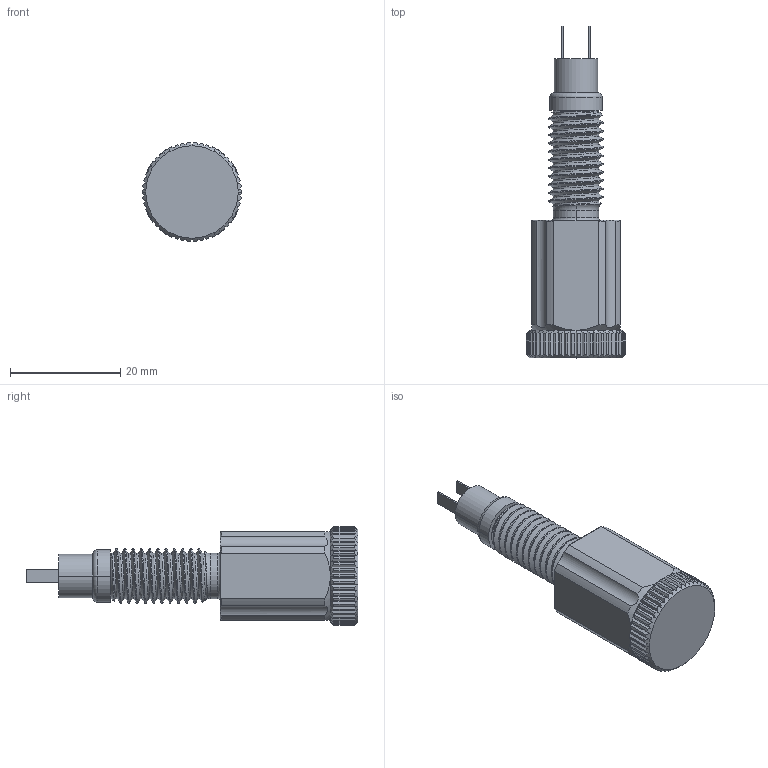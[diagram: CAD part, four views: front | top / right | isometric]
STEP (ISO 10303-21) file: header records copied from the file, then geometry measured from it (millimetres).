
FILE_DESCRIPTION (( 'STEP AP214' ), '1' );
FILE_NAME ('SWITCH-M10-PLUG-R1.STEP', '2022-01-25T22:09:37', ( '' ), ( '' ), 'SwSTEP 2.0', 'SolidWorks 2020', '' );
FILE_SCHEMA (( 'AUTOMOTIVE_DESIGN' ));
Length unit declared in the file: millimetre
Products named in the file (5): ORING-11.5X1.5-BUNA-70A_9262K523; PRV-M10-PLUG-R1_Switich; Button GH1358-ND 5A_91772A555; SWITCH-M10-PLUG-R1; VENT-M10-BULKHEAD-R1_PRV-BULKHEAD-X1
Assembly tree (5 placements, depth 2):
  SWITCH-M10-PLUG-R1
    VENT-M10-BULKHEAD-R1_PRV-BULKHEAD-X1
    PRV-M10-PLUG-R1_Switich
    ORING-11.5X1.5-BUNA-70A_9262K523  x2
    Button GH1358-ND 5A_91772A555
Bounding box: 18 x 60.33 x 17.99 mm (x, y, z)
Volume: 6953.3 mm3; surface area: 6793.1 mm2
Topology: 5 solids, 5 shells, 440 faces, 1169 edges, 750 vertices
Faces by surface type: cylinder 185, plane 139, cone 59, torus 41, bspline 16
Entity records: 24267 total; most frequent: CARTESIAN_POINT 14006, ORIENTED_EDGE 2322, DIRECTION 1864, EDGE_CURVE 1161, AXIS2_PLACEMENT_3D 749, VERTEX_POINT 746, EDGE_LOOP 453, FACE_OUTER_BOUND 436
